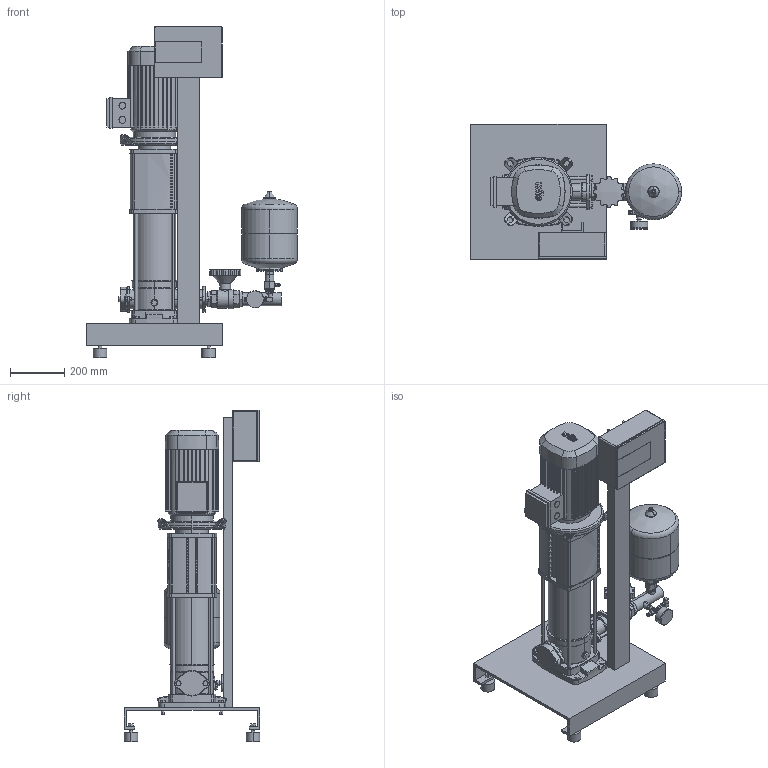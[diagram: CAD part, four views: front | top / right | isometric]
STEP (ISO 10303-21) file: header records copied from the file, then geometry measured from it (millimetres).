
FILE_DESCRIPTION((''),'2;1');
FILE_NAME('3d_CO-1HelixV1606_CE+-2532190.stp','2016-01-25T12:50:24',(''),(''),'Mechanical Desktop 2009','Mechanical Desktop 2009',', , ');
FILE_SCHEMA(('CONFIG_CONTROL_DESIGN'));
Length unit declared in the file: millimetre
Products named in the file (1): Product
Bounding box: 777 x 500 x 1220 mm (x, y, z)
Volume: 42700258.4 mm3; surface area: 3485194 mm2
Topology: 52 solids, 52 shells, 1870 faces, 4813 edges, 3132 vertices
Faces by surface type: plane 793, cylinder 452, bspline 438, cone 108, torus 72, sphere 7
Entity records: 63037 total; most frequent: CARTESIAN_POINT 17377, ORIENTED_EDGE 9622, DIRECTION 9076, EDGE_CURVE 4811, VERTEX_POINT 3131, AXIS2_PLACEMENT_3D 3076, VECTOR 2924, LINE 2924
